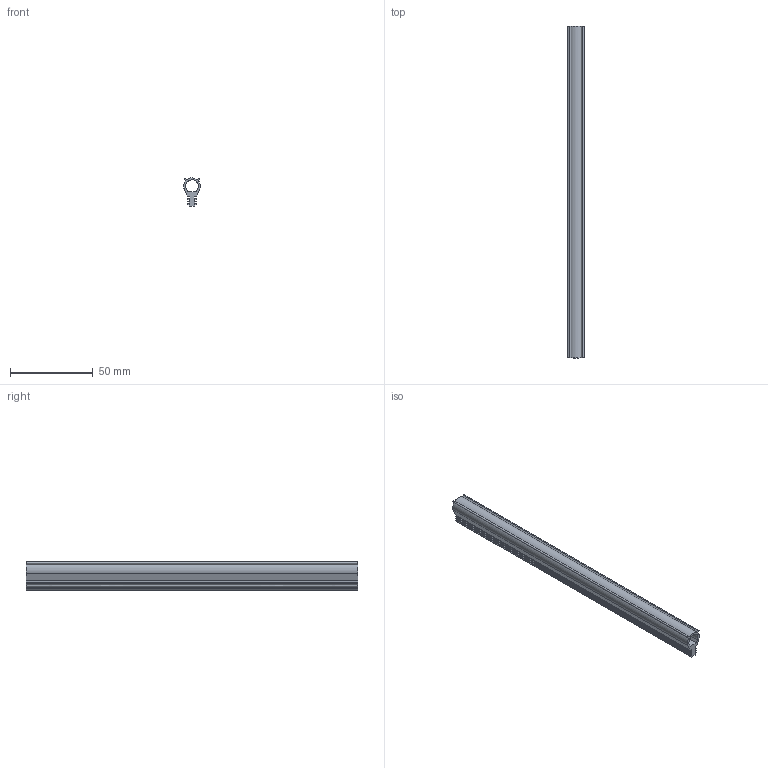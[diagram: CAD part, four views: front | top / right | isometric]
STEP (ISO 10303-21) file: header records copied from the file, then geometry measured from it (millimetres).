
FILE_DESCRIPTION((''),'2;1');
FILE_NAME('','2006-11-07T16:09:48',(''),(''),'','CADfix','');
FILE_SCHEMA(('AUTOMOTIVE_DESIGN'));
Length unit declared in the file: millimetre
Products named in the file (1): gasket
Bounding box: 9.99 x 200 x 17 mm (x, y, z)
Volume: 13685.4 mm3; surface area: 17681 mm2
Topology: 1 solids, 1 shells, 46 faces, 132 edges, 88 vertices
Faces by surface type: bspline 46
Entity records: 1465 total; most frequent: CARTESIAN_POINT 681, ORIENTED_EDGE 264, EDGE_CURVE 132, QUASI_UNIFORM_CURVE 104, VERTEX_POINT 88, EDGE_LOOP 48, FACE_OUTER_BOUND 46, ADVANCED_FACE 46
